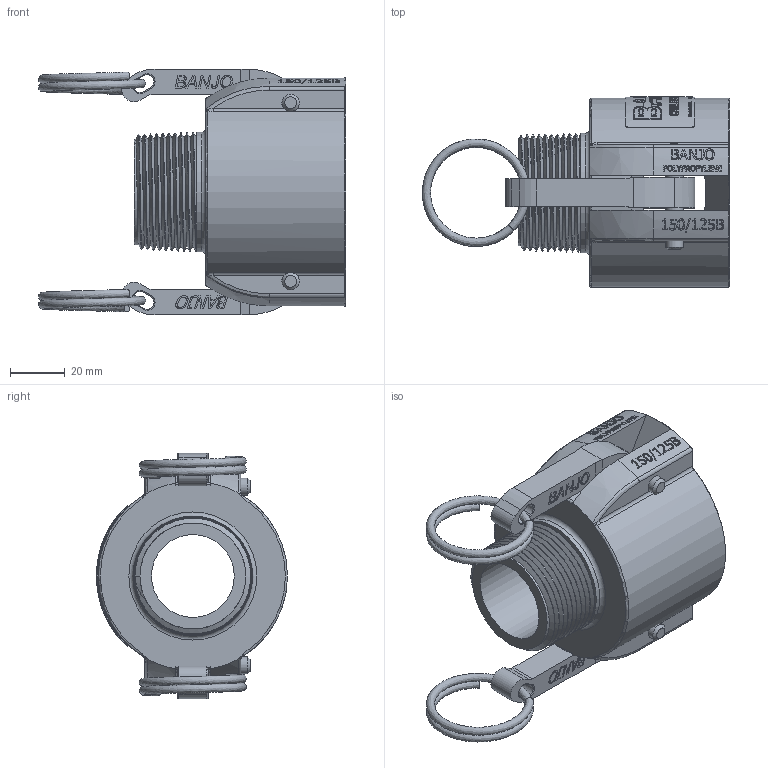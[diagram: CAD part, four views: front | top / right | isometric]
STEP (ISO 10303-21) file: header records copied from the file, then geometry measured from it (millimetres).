
FILE_DESCRIPTION(/* description */ ('1 1/2" Coupling Gasket'),/* implementation_level */ '2;1');
FILE_NAME(/* name */ '150125B.stp',/* time_stamp */ '2016-09-22T14:51:45-04:00',/* author */ ('CAB'),/* organization */ (''),/* preprocessor_version */ 'ST-DEVELOPER v16.1',/* originating_system */ 'Autodesk Inventor 2016',/* authorisation */ '');
FILE_SCHEMA (('AUTOMOTIVE_DESIGN { 1 0 10303 214 3 1 1 }'));
Length unit declared in the file: inch
Products named in the file (8): 150G; 150(200)XK; 150RING; 150(200)K; 200P; 150125BX; 150(200)D-150; 150125B
Assembly tree (9 placements, depth 3):
  150125B
    150G
    150(200)K  x2
      150(200)XK
      150RING
    200P  x2
    150125BX
    150(200)D-150
Bounding box: 112.12 x 69.72 x 89.57 mm (x, y, z)
Volume: 137845.1 mm3; surface area: 57284.6 mm2
Topology: 9 solids, 9 shells, 2015 faces, 5373 edges, 3565 vertices
Faces by surface type: plane 978, bspline 744, cylinder 247, cone 39, torus 7
Full cylindrical faces by diameter (mm): 6.325 x2, 6.35 x4, 6.553 x2, 30.226 x1, 41.275 x1, 43.688 x1, 54.483 x1, 55.88 x1, 56.896 x1
Entity records: 134316 total; most frequent: CARTESIAN_POINT 92953, ORIENTED_EDGE 9548, DIRECTION 6090, EDGE_CURVE 4774, VERTEX_POINT 3184, LINE 2192, VECTOR 2192, EDGE_LOOP 2010
